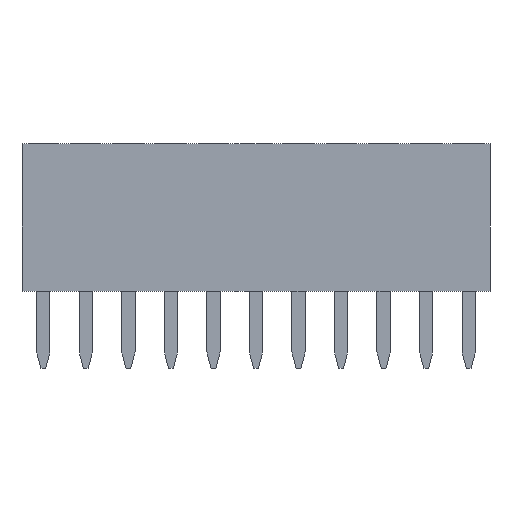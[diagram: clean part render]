
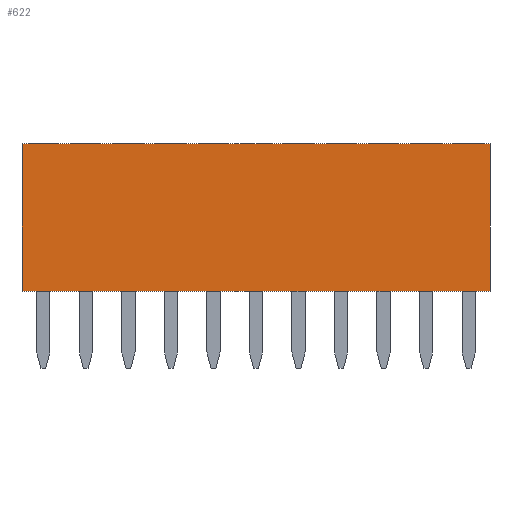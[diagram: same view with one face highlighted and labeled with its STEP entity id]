
A CAD part, front view. The second image highlights one B-rep face of the part: STEP entity #622.
In plain terms, the highlighted planar face has unit normal (0, -1, 0).
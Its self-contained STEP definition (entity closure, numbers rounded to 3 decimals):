
#622=ADVANCED_FACE('',(#6770),#6772,.T.);
#6770=FACE_BOUND('',#6771,.T.);
#6771=EDGE_LOOP('',(#11623,#11624,#11625,#11626));
#6772=PLANE('',#6773);
#6773=AXIS2_PLACEMENT_3D('',#6774,#6775,#6776);
#6774=CARTESIAN_POINT('',(-0.635,-0.9,0.));
#6775=DIRECTION('',(0.,-1.,0.));
#6776=DIRECTION('',(1.,0.,0.));
#11623=ORIENTED_EDGE('',*,*,#15038,.T.);
#11624=ORIENTED_EDGE('',*,*,#15132,.T.);
#11625=ORIENTED_EDGE('',*,*,#15133,.F.);
#11626=ORIENTED_EDGE('',*,*,#15043,.F.);
#15038=EDGE_CURVE('',#16963,#16961,#16964,.T.);
#15043=EDGE_CURVE('',#16963,#16971,#16972,.T.);
#15132=EDGE_CURVE('',#16961,#17106,#17108,.T.);
#15133=EDGE_CURVE('',#16971,#17106,#17109,.T.);
#16961=VERTEX_POINT('',#20153);
#16963=VERTEX_POINT('',#20157);
#16964=LINE('',#20158,#20159);
#16971=VERTEX_POINT('',#20175);
#16972=LINE('',#20176,#20177);
#17106=VERTEX_POINT('',#20486);
#17108=LINE('',#20490,#20491);
#17109=LINE('',#20493,#20494);
#20153=CARTESIAN_POINT('',(13.335,-0.9,0.));
#20157=CARTESIAN_POINT('',(-0.635,-0.9,0.));
#20158=CARTESIAN_POINT('',(-0.635,-0.9,0.));
#20159=VECTOR('',#20160,1.);
#20160=DIRECTION('',(1.,0.,0.));
#20175=CARTESIAN_POINT('',(-0.635,-0.9,4.4));
#20176=CARTESIAN_POINT('',(-0.635,-0.9,0.));
#20177=VECTOR('',#20178,1.);
#20178=DIRECTION('',(0.,0.,1.));
#20486=CARTESIAN_POINT('',(13.335,-0.9,4.4));
#20490=CARTESIAN_POINT('',(13.335,-0.9,0.));
#20491=VECTOR('',#20492,1.);
#20492=DIRECTION('',(0.,0.,1.));
#20493=CARTESIAN_POINT('',(-0.635,-0.9,4.4));
#20494=VECTOR('',#20495,1.);
#20495=DIRECTION('',(1.,0.,0.));
